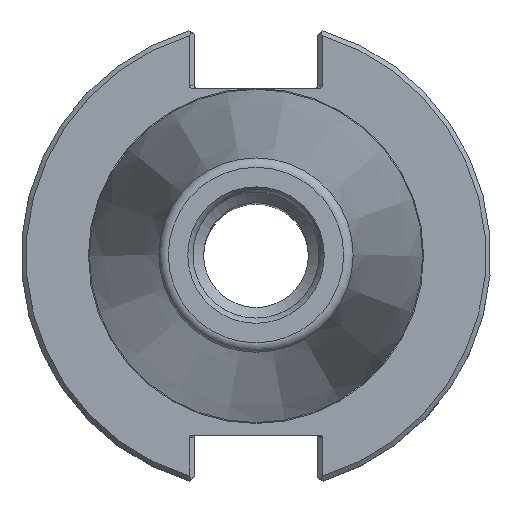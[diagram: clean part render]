
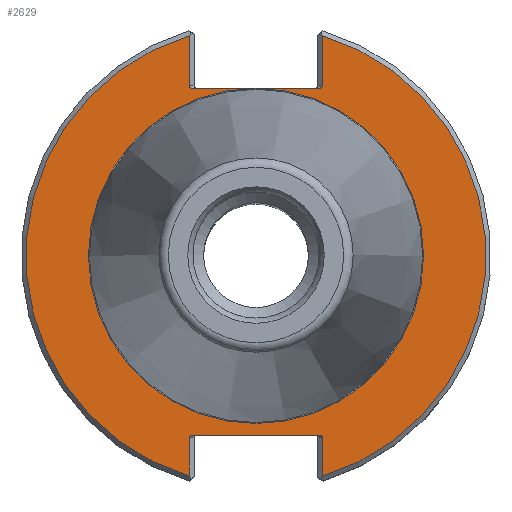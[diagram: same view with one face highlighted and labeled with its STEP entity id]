
A CAD part, top view. The second image highlights one B-rep face of the part: STEP entity #2629.
In plain terms, the highlighted planar face has unit normal (0, 0, 1).
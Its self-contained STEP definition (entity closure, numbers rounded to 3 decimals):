
#35=ELLIPSE('',#2778,0.707,0.5);
#36=ELLIPSE('',#2782,0.707,0.5);
#37=ELLIPSE('',#2783,0.707,0.5);
#38=ELLIPSE('',#2785,0.707,0.5);
#47=LINE('',#3583,#120);
#61=LINE('',#3633,#134);
#62=LINE('',#3637,#135);
#63=LINE('',#3641,#136);
#64=LINE('',#3645,#137);
#65=LINE('',#3648,#138);
#120=VECTOR('',#3031,1000.);
#134=VECTOR('',#3075,1000.);
#135=VECTOR('',#3078,1000.);
#136=VECTOR('',#3081,1000.);
#137=VECTOR('',#3084,1000.);
#138=VECTOR('',#3087,1000.);
#367=ORIENTED_EDGE('',*,*,#846,.F.);
#368=ORIENTED_EDGE('',*,*,#847,.T.);
#369=ORIENTED_EDGE('',*,*,#848,.T.);
#370=ORIENTED_EDGE('',*,*,#849,.F.);
#371=ORIENTED_EDGE('',*,*,#850,.F.);
#372=ORIENTED_EDGE('',*,*,#851,.F.);
#373=ORIENTED_EDGE('',*,*,#852,.T.);
#374=ORIENTED_EDGE('',*,*,#853,.T.);
#375=ORIENTED_EDGE('',*,*,#854,.T.);
#376=ORIENTED_EDGE('',*,*,#855,.F.);
#377=ORIENTED_EDGE('',*,*,#823,.F.);
#378=ORIENTED_EDGE('',*,*,#845,.F.);
#379=ORIENTED_EDGE('',*,*,#856,.T.);
#823=EDGE_CURVE('',#1068,#1069,#47,.T.);
#845=EDGE_CURVE('',#1086,#1068,#35,.T.);
#846=EDGE_CURVE('',#1087,#1087,#1248,.T.);
#847=EDGE_CURVE('',#1088,#1089,#1249,.T.);
#848=EDGE_CURVE('',#1089,#1090,#61,.T.);
#849=EDGE_CURVE('',#1091,#1090,#36,.T.);
#850=EDGE_CURVE('',#1092,#1091,#62,.T.);
#851=EDGE_CURVE('',#1093,#1092,#37,.T.);
#852=EDGE_CURVE('',#1093,#1094,#63,.T.);
#853=EDGE_CURVE('',#1094,#1095,#1250,.T.);
#854=EDGE_CURVE('',#1095,#1096,#64,.T.);
#855=EDGE_CURVE('',#1069,#1096,#38,.T.);
#856=EDGE_CURVE('',#1086,#1088,#65,.T.);
#1068=VERTEX_POINT('',#3582);
#1069=VERTEX_POINT('',#3584);
#1086=VERTEX_POINT('',#3625);
#1087=VERTEX_POINT('',#3629);
#1088=VERTEX_POINT('',#3631);
#1089=VERTEX_POINT('',#3632);
#1090=VERTEX_POINT('',#3634);
#1091=VERTEX_POINT('',#3636);
#1092=VERTEX_POINT('',#3638);
#1093=VERTEX_POINT('',#3640);
#1094=VERTEX_POINT('',#3642);
#1095=VERTEX_POINT('',#3644);
#1096=VERTEX_POINT('',#3646);
#1248=CIRCLE('',#2780,35.118);
#1249=CIRCLE('',#2781,48.21);
#1250=CIRCLE('',#2784,48.21);
#1361=EDGE_LOOP('',(#367));
#1362=EDGE_LOOP('',(#368,#369,#370,#371,#372,#373,#374,#375,#376,#377,#378,
#379));
#1544=FACE_BOUND('',#1361,.T.);
#1545=FACE_BOUND('',#1362,.T.);
#1712=PLANE('',#2779);
#2629=ADVANCED_FACE('',(#1544,#1545),#1712,.T.);
#2778=AXIS2_PLACEMENT_3D('',#3626,#3067,#3068);
#2779=AXIS2_PLACEMENT_3D('',#3627,#3069,#3070);
#2780=AXIS2_PLACEMENT_3D('',#3628,#3071,#3072);
#2781=AXIS2_PLACEMENT_3D('',#3630,#3073,#3074);
#2782=AXIS2_PLACEMENT_3D('',#3635,#3076,#3077);
#2783=AXIS2_PLACEMENT_3D('',#3639,#3079,#3080);
#2784=AXIS2_PLACEMENT_3D('',#3643,#3082,#3083);
#2785=AXIS2_PLACEMENT_3D('',#3647,#3085,#3086);
#3031=DIRECTION('',(1.,0.,0.));
#3067=DIRECTION('',(0.,0.,1.));
#3068=DIRECTION('',(-1.,0.,0.));
#3069=DIRECTION('',(0.,0.,1.));
#3070=DIRECTION('',(1.,0.,0.));
#3071=DIRECTION('',(0.,0.,1.));
#3072=DIRECTION('',(1.,0.,0.));
#3073=DIRECTION('',(0.,0.,1.));
#3074=DIRECTION('',(1.,0.,0.));
#3075=DIRECTION('',(0.,1.,0.));
#3076=DIRECTION('',(0.,0.,1.));
#3077=DIRECTION('',(1.,0.,0.));
#3078=DIRECTION('',(-1.,0.,0.));
#3079=DIRECTION('',(0.,0.,1.));
#3080=DIRECTION('',(1.,0.,0.));
#3081=DIRECTION('',(0.,-1.,0.));
#3082=DIRECTION('',(0.,0.,1.));
#3083=DIRECTION('',(1.,0.,0.));
#3084=DIRECTION('',(0.,-1.,0.));
#3085=DIRECTION('',(0.,0.,1.));
#3086=DIRECTION('',(-1.,0.,0.));
#3087=DIRECTION('',(0.,1.,0.));
#3582=CARTESIAN_POINT('',(-13.248,35.16,-3.17));
#3583=CARTESIAN_POINT('',(-12.955,35.16,-3.17));
#3584=CARTESIAN_POINT('',(13.248,35.16,-3.17));
#3625=CARTESIAN_POINT('',(-13.955,35.66,-3.17));
#3626=CARTESIAN_POINT('',(-13.248,35.66,-3.17));
#3627=CARTESIAN_POINT('',(35.118,0.,-3.17));
#3628=CARTESIAN_POINT('',(0.,0.,-3.17));
#3629=CARTESIAN_POINT('',(35.118,0.,-3.17));
#3630=CARTESIAN_POINT('',(0.,0.,-3.17));
#3631=CARTESIAN_POINT('',(-13.955,46.146,-3.17));
#3632=CARTESIAN_POINT('',(-13.955,-46.146,-3.17));
#3633=CARTESIAN_POINT('',(-13.955,-37.57,-3.17));
#3634=CARTESIAN_POINT('',(-13.955,-38.07,-3.17));
#3635=CARTESIAN_POINT('',(-13.248,-38.07,-3.17));
#3636=CARTESIAN_POINT('',(-13.248,-37.57,-3.17));
#3637=CARTESIAN_POINT('',(12.955,-37.57,-3.17));
#3638=CARTESIAN_POINT('',(13.248,-37.57,-3.17));
#3639=CARTESIAN_POINT('',(13.248,-38.07,-3.17));
#3640=CARTESIAN_POINT('',(13.955,-38.07,-3.17));
#3641=CARTESIAN_POINT('',(13.955,-47.619,-3.17));
#3642=CARTESIAN_POINT('',(13.955,-46.146,-3.17));
#3643=CARTESIAN_POINT('',(0.,0.,-3.17));
#3644=CARTESIAN_POINT('',(13.955,46.146,-3.17));
#3645=CARTESIAN_POINT('',(13.955,35.16,-3.17));
#3646=CARTESIAN_POINT('',(13.955,35.66,-3.17));
#3647=CARTESIAN_POINT('',(13.248,35.66,-3.17));
#3648=CARTESIAN_POINT('',(-13.955,47.619,-3.17));
